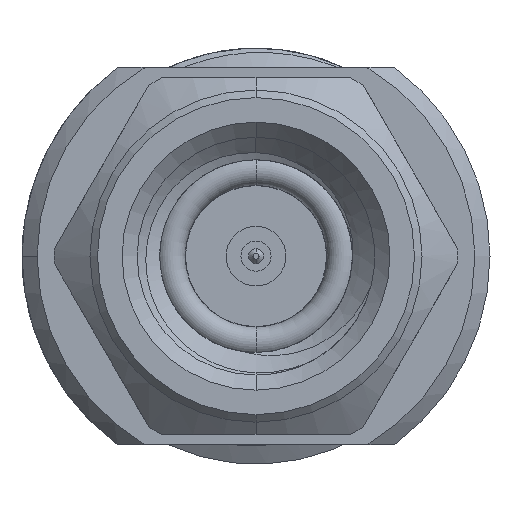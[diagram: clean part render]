
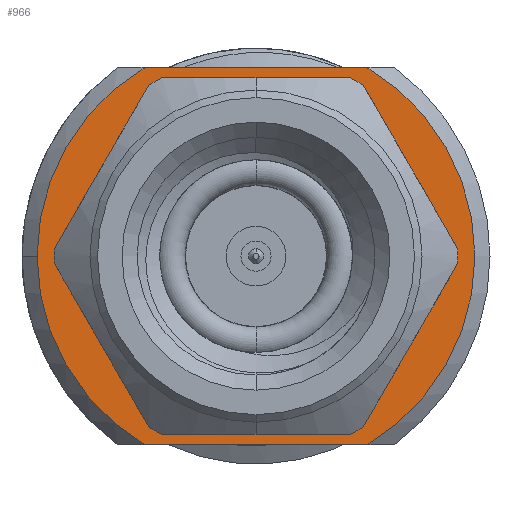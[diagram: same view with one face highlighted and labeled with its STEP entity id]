
A CAD part, left-side view. The second image highlights one B-rep face of the part: STEP entity #966.
In plain terms, the highlighted planar face has unit normal (-1, 0, 0).
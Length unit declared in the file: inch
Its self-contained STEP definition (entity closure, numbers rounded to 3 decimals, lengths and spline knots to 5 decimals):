
#223 = VERTEX_POINT ( 'NONE', #6527 ) ;
#520 = VECTOR ( 'NONE', #3143, 39.37008 ) ;
#524 = CARTESIAN_POINT ( 'NONE',  ( 0.02536, -0.19914, -0.125 ) ) ;
#552 = EDGE_CURVE ( 'NONE', #6343, #2997, #6694, .T. ) ;
#603 = ORIENTED_EDGE ( 'NONE', *, *, #5685, .T. ) ;
#702 = CIRCLE ( 'NONE', #3394, 0.145 ) ;
#775 = CARTESIAN_POINT ( 'NONE',  ( 0.02536, 0.145, 0. ) ) ;
#809 = DIRECTION ( 'NONE',  ( -1., 0., 0. ) ) ;
#905 = FACE_OUTER_BOUND ( 'NONE', #6934, .T. ) ;
#966 = ADVANCED_FACE ( 'NONE', ( #4879, #905 ), #1560, .T. ) ;
#1168 = AXIS2_PLACEMENT_3D ( 'NONE', #2996, #2220, #5061 ) ;
#1312 = VECTOR ( 'NONE', #3789, 39.37008 ) ;
#1355 = CARTESIAN_POINT ( 'NONE',  ( 0.02536, 0.07348, -0.125 ) ) ;
#1385 = LINE ( 'NONE', #1891, #520 ) ;
#1409 = CARTESIAN_POINT ( 'NONE',  ( 0.02536, 0., 0. ) ) ;
#1560 = PLANE ( 'NONE',  #5178 ) ;
#1601 = CARTESIAN_POINT ( 'NONE',  ( 0.02536, -0.07348, 0.125 ) ) ;
#1802 = VERTEX_POINT ( 'NONE', #775 ) ;
#1844 = EDGE_CURVE ( 'NONE', #7149, #3763, #1993, .T. ) ;
#1891 = CARTESIAN_POINT ( 'NONE',  ( 0.02536, -0.19914, 0.125 ) ) ;
#1993 = CIRCLE ( 'NONE', #7176, 0.09 ) ;
#2086 = ORIENTED_EDGE ( 'NONE', *, *, #2209, .F. ) ;
#2209 = EDGE_CURVE ( 'NONE', #3763, #7149, #4128, .T. ) ;
#2220 = DIRECTION ( 'NONE',  ( -1., 0., 0. ) ) ;
#2282 = ORIENTED_EDGE ( 'NONE', *, *, #1844, .F. ) ;
#2587 = AXIS2_PLACEMENT_3D ( 'NONE', #6852, #3606, #4713 ) ;
#2996 = CARTESIAN_POINT ( 'NONE',  ( 0.02536, 0., 0. ) ) ;
#2997 = VERTEX_POINT ( 'NONE', #5254 ) ;
#3026 = CARTESIAN_POINT ( 'NONE',  ( 0.02536, 0.09, 0. ) ) ;
#3105 = DIRECTION ( 'NONE',  ( 0., -1., 0. ) ) ;
#3143 = DIRECTION ( 'NONE',  ( 0., 1., 0. ) ) ;
#3394 = AXIS2_PLACEMENT_3D ( 'NONE', #1409, #6549, #4759 ) ;
#3595 = CARTESIAN_POINT ( 'NONE',  ( 0.02536, 0., 0. ) ) ;
#3606 = DIRECTION ( 'NONE',  ( -1., 0., 0. ) ) ;
#3763 = VERTEX_POINT ( 'NONE', #3026 ) ;
#3789 = DIRECTION ( 'NONE',  ( 0., -1., 0. ) ) ;
#3807 = DIRECTION ( 'NONE',  ( -1., 0., 0. ) ) ;
#3822 = EDGE_LOOP ( 'NONE', ( #2086, #2282 ) ) ;
#4128 = CIRCLE ( 'NONE', #2587, 0.09 ) ;
#4597 = EDGE_CURVE ( 'NONE', #5546, #223, #1385, .T. ) ;
#4713 = DIRECTION ( 'NONE',  ( 0., -1., 0. ) ) ;
#4759 = DIRECTION ( 'NONE',  ( 0., -1., 0. ) ) ;
#4843 = CARTESIAN_POINT ( 'NONE',  ( 0.02536, 0., 0. ) ) ;
#4879 = FACE_BOUND ( 'NONE', #3822, .T. ) ;
#5061 = DIRECTION ( 'NONE',  ( 0., -1., 0. ) ) ;
#5100 = ORIENTED_EDGE ( 'NONE', *, *, #4597, .T. ) ;
#5109 = DIRECTION ( 'NONE',  ( 0., -1., 0. ) ) ;
#5119 = CIRCLE ( 'NONE', #5479, 0.145 ) ;
#5178 = AXIS2_PLACEMENT_3D ( 'NONE', #4843, #3807, #6055 ) ;
#5254 = CARTESIAN_POINT ( 'NONE',  ( 0.02536, -0.07348, -0.125 ) ) ;
#5350 = CARTESIAN_POINT ( 'NONE',  ( 0.02536, 0., 0. ) ) ;
#5479 = AXIS2_PLACEMENT_3D ( 'NONE', #5350, #5871, #3105 ) ;
#5546 = VERTEX_POINT ( 'NONE', #1601 ) ;
#5685 = EDGE_CURVE ( 'NONE', #2997, #5546, #6921, .T. ) ;
#5828 = EDGE_CURVE ( 'NONE', #223, #1802, #702, .T. ) ;
#5847 = ORIENTED_EDGE ( 'NONE', *, *, #552, .T. ) ;
#5871 = DIRECTION ( 'NONE',  ( -1., 0., 0. ) ) ;
#6055 = DIRECTION ( 'NONE',  ( 0., 1., 0. ) ) ;
#6147 = ORIENTED_EDGE ( 'NONE', *, *, #7076, .T. ) ;
#6343 = VERTEX_POINT ( 'NONE', #1355 ) ;
#6527 = CARTESIAN_POINT ( 'NONE',  ( 0.02536, 0.07348, 0.125 ) ) ;
#6549 = DIRECTION ( 'NONE',  ( -1., 0., 0. ) ) ;
#6694 = LINE ( 'NONE', #524, #1312 ) ;
#6735 = CARTESIAN_POINT ( 'NONE',  ( 0.02536, -0.09, 0. ) ) ;
#6852 = CARTESIAN_POINT ( 'NONE',  ( 0.02536, 0., 0. ) ) ;
#6921 = CIRCLE ( 'NONE', #1168, 0.145 ) ;
#6934 = EDGE_LOOP ( 'NONE', ( #5847, #603, #5100, #7290, #6147 ) ) ;
#7076 = EDGE_CURVE ( 'NONE', #1802, #6343, #5119, .T. ) ;
#7149 = VERTEX_POINT ( 'NONE', #6735 ) ;
#7176 = AXIS2_PLACEMENT_3D ( 'NONE', #3595, #809, #5109 ) ;
#7290 = ORIENTED_EDGE ( 'NONE', *, *, #5828, .T. ) ;
